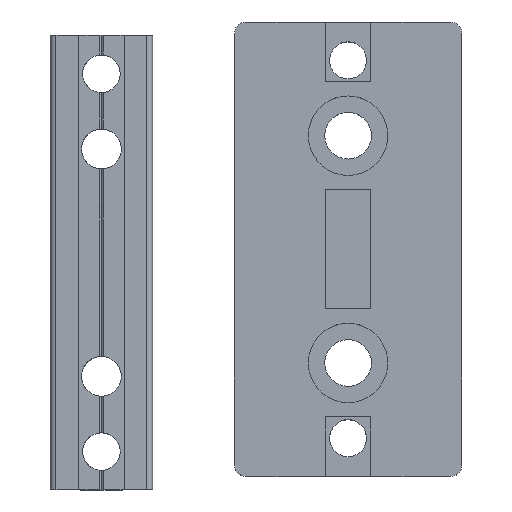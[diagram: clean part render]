
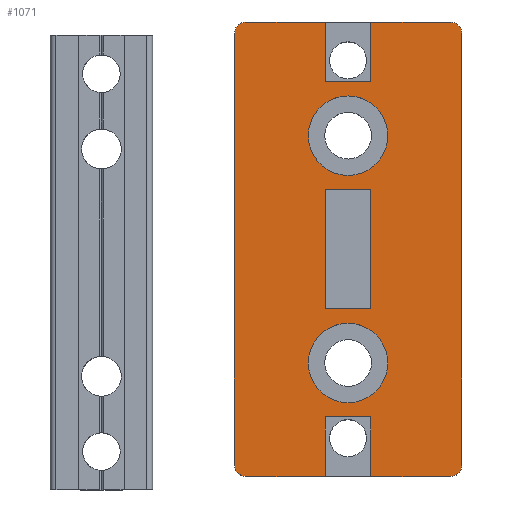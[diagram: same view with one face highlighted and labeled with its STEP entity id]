
A CAD part, top view. The second image highlights one B-rep face of the part: STEP entity #1071.
In plain terms, the highlighted planar face has unit normal (0, 0, 1).
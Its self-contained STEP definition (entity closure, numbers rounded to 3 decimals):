
#9=CARTESIAN_POINT('',(-4.,20.,8.));
#10=VERTEX_POINT('',#9);
#17=CARTESIAN_POINT('',(-4.,9.5,8.));
#18=VERTEX_POINT('',#17);
#19=CARTESIAN_POINT('',(-4.,20.,8.));
#20=DIRECTION('',(0.0,-1.0,0.0));
#21=VECTOR('',#20,10.5);
#22=LINE('',#19,#21);
#23=EDGE_CURVE('',#10,#18,#22,.T.);
#47=CARTESIAN_POINT('',(-4.,-30.5,8.));
#48=VERTEX_POINT('',#47);
#65=CARTESIAN_POINT('',(-4.,-9.5,8.));
#66=VERTEX_POINT('',#65);
#73=CARTESIAN_POINT('',(-4.,-9.5,8.));
#74=DIRECTION('',(0.0,-1.0,0.0));
#75=VECTOR('',#74,21.);
#76=LINE('',#73,#75);
#77=EDGE_CURVE('',#66,#48,#76,.T.);
#97=CARTESIAN_POINT('',(-4.,-49.5,8.));
#98=VERTEX_POINT('',#97);
#105=CARTESIAN_POINT('',(-4.,-59.99,8.));
#106=VERTEX_POINT('',#105);
#107=CARTESIAN_POINT('',(-4.,-49.5,8.));
#108=DIRECTION('',(0.0,-1.0,0.0));
#109=VECTOR('',#108,10.49);
#110=LINE('',#107,#109);
#111=EDGE_CURVE('',#98,#106,#110,.T.);
#371=CARTESIAN_POINT('',(4.,20.,8.));
#372=VERTEX_POINT('',#371);
#389=CARTESIAN_POINT('',(4.,9.5,8.));
#390=VERTEX_POINT('',#389);
#397=CARTESIAN_POINT('',(4.,20.,8.));
#398=DIRECTION('',(0.0,-1.0,0.0));
#399=VECTOR('',#398,10.5);
#400=LINE('',#397,#399);
#401=EDGE_CURVE('',#372,#390,#400,.T.);
#411=CARTESIAN_POINT('',(4.,-9.5,8.));
#412=VERTEX_POINT('',#411);
#413=CARTESIAN_POINT('',(4.,-30.5,8.));
#414=VERTEX_POINT('',#413);
#415=CARTESIAN_POINT('',(4.,-9.5,8.));
#416=DIRECTION('',(0.0,-1.0,0.0));
#417=VECTOR('',#416,21.);
#418=LINE('',#415,#417);
#419=EDGE_CURVE('',#412,#414,#418,.T.);
#451=CARTESIAN_POINT('',(4.,-49.5,8.));
#452=VERTEX_POINT('',#451);
#453=CARTESIAN_POINT('',(4.,-59.99,8.));
#454=VERTEX_POINT('',#453);
#455=CARTESIAN_POINT('',(4.,-49.5,8.));
#456=DIRECTION('',(0.0,-1.0,0.0));
#457=VECTOR('',#456,10.49);
#458=LINE('',#455,#457);
#459=EDGE_CURVE('',#452,#454,#458,.T.);
#600=CARTESIAN_POINT('',(-4.,-49.5,8.));
#601=DIRECTION('',(1.0,0.0,0.0));
#602=VECTOR('',#601,8.);
#603=LINE('',#600,#602);
#604=EDGE_CURVE('',#98,#452,#603,.T.);
#614=CARTESIAN_POINT('',(4.,-30.5,8.));
#615=DIRECTION('',(-1.0,0.0,0.0));
#616=VECTOR('',#615,8.);
#617=LINE('',#614,#616);
#618=EDGE_CURVE('',#414,#48,#617,.T.);
#634=CARTESIAN_POINT('',(-4.,-9.5,8.));
#635=DIRECTION('',(1.0,0.0,0.0));
#636=VECTOR('',#635,8.);
#637=LINE('',#634,#636);
#638=EDGE_CURVE('',#66,#412,#637,.T.);
#648=CARTESIAN_POINT('',(4.,9.5,8.));
#649=DIRECTION('',(-1.0,0.0,0.0));
#650=VECTOR('',#649,8.);
#651=LINE('',#648,#650);
#652=EDGE_CURVE('',#390,#18,#651,.T.);
#745=CARTESIAN_POINT('',(-7.,0.,8.));
#746=VERTEX_POINT('',#745);
#753=CARTESIAN_POINT('',(7.,0.,8.));
#754=VERTEX_POINT('',#753);
#755=CARTESIAN_POINT('',(0.0,0.,8.));
#756=DIRECTION('',(0.0,0.,1.0));
#757=DIRECTION('',(-1.0,0.0,0.0));
#758=AXIS2_PLACEMENT_3D('',#755,#756,#757);
#759=CIRCLE('',#758,7.);
#760=EDGE_CURVE('',#746,#754,#759,.T.);
#762=CARTESIAN_POINT('',(0.0,0.,8.));
#763=DIRECTION('',(0.0,0.,1.0));
#764=DIRECTION('',(-1.0,0.0,0.0));
#765=AXIS2_PLACEMENT_3D('',#762,#763,#764);
#766=CIRCLE('',#765,7.);
#767=EDGE_CURVE('',#754,#746,#766,.T.);
#826=CARTESIAN_POINT('',(-7.,-40.,8.));
#827=VERTEX_POINT('',#826);
#834=CARTESIAN_POINT('',(7.,-40.,8.));
#835=VERTEX_POINT('',#834);
#836=CARTESIAN_POINT('',(0.0,-40.,8.));
#837=DIRECTION('',(0.0,0.,1.0));
#838=DIRECTION('',(-1.0,0.0,0.0));
#839=AXIS2_PLACEMENT_3D('',#836,#837,#838);
#840=CIRCLE('',#839,7.);
#841=EDGE_CURVE('',#827,#835,#840,.T.);
#843=CARTESIAN_POINT('',(0.0,-40.,8.));
#844=DIRECTION('',(0.0,0.,1.0));
#845=DIRECTION('',(-1.0,0.0,0.0));
#846=AXIS2_PLACEMENT_3D('',#843,#844,#845);
#847=CIRCLE('',#846,7.);
#848=EDGE_CURVE('',#835,#827,#847,.T.);
#964=CARTESIAN_POINT('',(20.,20.,8.));
#965=DIRECTION('',(0.0,0.0,1.0));
#966=DIRECTION('',(-1.0,0.0,0.0));
#967=AXIS2_PLACEMENT_3D('',#964,#965,#966);
#968=PLANE('',#967);
#969=ORIENTED_EDGE('',*,*,#604,.T.);
#970=ORIENTED_EDGE('',*,*,#459,.T.);
#971=CARTESIAN_POINT('',(18.,-59.99,8.));
#972=VERTEX_POINT('',#971);
#973=CARTESIAN_POINT('',(18.,-59.99,8.));
#974=DIRECTION('',(-1.0,0.0,0.0));
#975=VECTOR('',#974,14.);
#976=LINE('',#973,#975);
#977=EDGE_CURVE('',#972,#454,#976,.T.);
#978=ORIENTED_EDGE('',*,*,#977,.F.);
#979=CARTESIAN_POINT('',(20.,-57.99,8.));
#980=VERTEX_POINT('',#979);
#981=CARTESIAN_POINT('',(18.,-57.99,8.));
#982=DIRECTION('',(0.0,0.,1.0));
#983=DIRECTION('',(0.0,-1.0,0.));
#984=AXIS2_PLACEMENT_3D('',#981,#982,#983);
#985=CIRCLE('',#984,2.);
#986=EDGE_CURVE('',#972,#980,#985,.T.);
#987=ORIENTED_EDGE('',*,*,#986,.T.);
#988=CARTESIAN_POINT('',(20.,18.,8.));
#989=VERTEX_POINT('',#988);
#990=CARTESIAN_POINT('',(20.,18.,8.));
#991=DIRECTION('',(0.0,-1.0,0.0));
#992=VECTOR('',#991,75.99);
#993=LINE('',#990,#992);
#994=EDGE_CURVE('',#989,#980,#993,.T.);
#995=ORIENTED_EDGE('',*,*,#994,.F.);
#996=CARTESIAN_POINT('',(18.,20.,8.));
#997=VERTEX_POINT('',#996);
#998=CARTESIAN_POINT('',(18.,18.,8.));
#999=DIRECTION('',(0.0,0.,-1.0));
#1000=DIRECTION('',(0.0,1.0,0.));
#1001=AXIS2_PLACEMENT_3D('',#998,#999,#1000);
#1002=CIRCLE('',#1001,2.);
#1003=EDGE_CURVE('',#997,#989,#1002,.T.);
#1004=ORIENTED_EDGE('',*,*,#1003,.F.);
#1005=CARTESIAN_POINT('',(18.,20.,8.));
#1006=DIRECTION('',(-1.0,0.0,0.0));
#1007=VECTOR('',#1006,14.);
#1008=LINE('',#1005,#1007);
#1009=EDGE_CURVE('',#997,#372,#1008,.T.);
#1010=ORIENTED_EDGE('',*,*,#1009,.T.);
#1011=ORIENTED_EDGE('',*,*,#401,.T.);
#1012=ORIENTED_EDGE('',*,*,#652,.T.);
#1013=ORIENTED_EDGE('',*,*,#23,.F.);
#1014=CARTESIAN_POINT('',(-18.,20.,8.));
#1015=VERTEX_POINT('',#1014);
#1016=CARTESIAN_POINT('',(-4.,20.,8.));
#1017=DIRECTION('',(-1.0,0.0,0.0));
#1018=VECTOR('',#1017,14.);
#1019=LINE('',#1016,#1018);
#1020=EDGE_CURVE('',#10,#1015,#1019,.T.);
#1021=ORIENTED_EDGE('',*,*,#1020,.T.);
#1022=CARTESIAN_POINT('',(-20.,18.,8.));
#1023=VERTEX_POINT('',#1022);
#1024=CARTESIAN_POINT('',(-18.,18.,8.));
#1025=DIRECTION('',(0.0,0.,1.0));
#1026=DIRECTION('',(0.0,1.0,0.));
#1027=AXIS2_PLACEMENT_3D('',#1024,#1025,#1026);
#1028=CIRCLE('',#1027,2.);
#1029=EDGE_CURVE('',#1015,#1023,#1028,.T.);
#1030=ORIENTED_EDGE('',*,*,#1029,.T.);
#1031=CARTESIAN_POINT('',(-20.,-57.99,8.));
#1032=VERTEX_POINT('',#1031);
#1033=CARTESIAN_POINT('',(-20.,-57.99,8.));
#1034=DIRECTION('',(0.0,1.0,0.0));
#1035=VECTOR('',#1034,75.99);
#1036=LINE('',#1033,#1035);
#1037=EDGE_CURVE('',#1032,#1023,#1036,.T.);
#1038=ORIENTED_EDGE('',*,*,#1037,.F.);
#1039=CARTESIAN_POINT('',(-18.,-59.99,8.));
#1040=VERTEX_POINT('',#1039);
#1041=CARTESIAN_POINT('',(-18.,-57.99,8.));
#1042=DIRECTION('',(0.0,0.,-1.0));
#1043=DIRECTION('',(0.0,-1.0,0.));
#1044=AXIS2_PLACEMENT_3D('',#1041,#1042,#1043);
#1045=CIRCLE('',#1044,2.);
#1046=EDGE_CURVE('',#1040,#1032,#1045,.T.);
#1047=ORIENTED_EDGE('',*,*,#1046,.F.);
#1048=CARTESIAN_POINT('',(-4.,-59.99,8.));
#1049=DIRECTION('',(-1.0,0.0,0.0));
#1050=VECTOR('',#1049,14.);
#1051=LINE('',#1048,#1050);
#1052=EDGE_CURVE('',#106,#1040,#1051,.T.);
#1053=ORIENTED_EDGE('',*,*,#1052,.F.);
#1054=ORIENTED_EDGE('',*,*,#111,.F.);
#1055=EDGE_LOOP('',(#969,#970,#978,#987,#995,#1004,#1010,#1011,#1012,#1013,#1021,#1030,#1038,#1047,#1053,#1054));
#1056=FACE_OUTER_BOUND('',#1055,.T.);
#1057=ORIENTED_EDGE('',*,*,#638,.T.);
#1058=ORIENTED_EDGE('',*,*,#419,.T.);
#1059=ORIENTED_EDGE('',*,*,#618,.T.);
#1060=ORIENTED_EDGE('',*,*,#77,.F.);
#1061=EDGE_LOOP('',(#1057,#1058,#1059,#1060));
#1062=FACE_BOUND('',#1061,.T.);
#1063=ORIENTED_EDGE('',*,*,#767,.F.);
#1064=ORIENTED_EDGE('',*,*,#760,.F.);
#1065=EDGE_LOOP('',(#1063,#1064));
#1066=FACE_BOUND('',#1065,.T.);
#1067=ORIENTED_EDGE('',*,*,#848,.F.);
#1068=ORIENTED_EDGE('',*,*,#841,.F.);
#1069=EDGE_LOOP('',(#1067,#1068));
#1070=FACE_BOUND('',#1069,.T.);
#1071=ADVANCED_FACE('',(#1056,#1062,#1066,#1070),#968,.T.);
